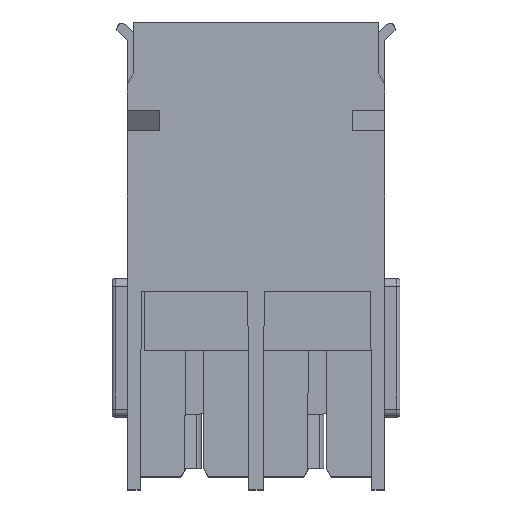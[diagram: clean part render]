
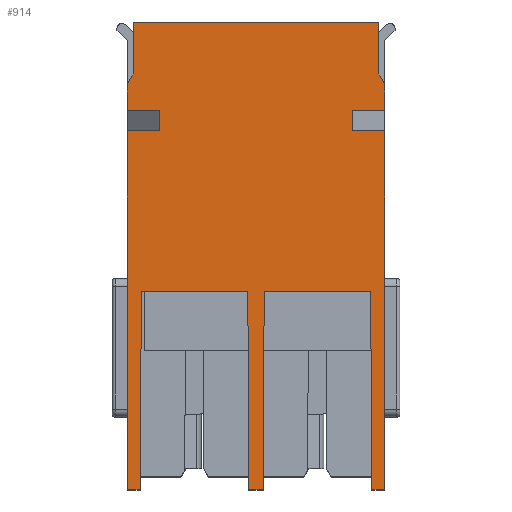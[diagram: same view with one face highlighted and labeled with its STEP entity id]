
A CAD part, top view. The second image highlights one B-rep face of the part: STEP entity #914.
In plain terms, the highlighted planar face has unit normal (0, 0, 1).
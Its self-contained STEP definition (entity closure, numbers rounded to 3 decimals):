
#125=CARTESIAN_POINT('',(19.05,29.,0.));
#126=VERTEX_POINT('',#125);
#133=CARTESIAN_POINT('',(34.29,29.,0.));
#134=VERTEX_POINT('',#133);
#135=CARTESIAN_POINT('',(19.05,29.,0.));
#136=DIRECTION('',(1.,0.,0.));
#137=VECTOR('',#136,15.24);
#138=LINE('',#135,#137);
#139=EDGE_CURVE('',#126,#134,#138,.T.);
#712=CARTESIAN_POINT('',(19.05,25.779,0.));
#713=VERTEX_POINT('',#712);
#714=CARTESIAN_POINT('',(19.05,29.,0.));
#715=DIRECTION('',(0.,-1.,0.));
#716=VECTOR('',#715,3.221);
#717=LINE('',#714,#716);
#718=EDGE_CURVE('',#126,#713,#717,.T.);
#731=CARTESIAN_POINT('',(26.67,14.5,0.));
#732=DIRECTION('',(0.,-1.,0.));
#733=DIRECTION('',(-0.,0.,1.));
#734=AXIS2_PLACEMENT_3D('',#731,#733,#732);
#735=PLANE('',#734);
#736=ORIENTED_EDGE('',*,*,#718,.T.);
#737=CARTESIAN_POINT('',(18.7,25.173,0.));
#738=VERTEX_POINT('',#737);
#739=CARTESIAN_POINT('',(19.05,25.779,0.));
#740=DIRECTION('',(-0.5,-0.866,0.));
#741=VECTOR('',#740,0.7);
#742=LINE('',#739,#741);
#743=EDGE_CURVE('',#713,#738,#742,.T.);
#744=ORIENTED_EDGE('',*,*,#743,.T.);
#745=CARTESIAN_POINT('',(18.7,23.5,0.));
#746=VERTEX_POINT('',#745);
#747=CARTESIAN_POINT('',(18.7,23.5,0.));
#748=DIRECTION('',(0.,1.,0.));
#749=VECTOR('',#748,1.673);
#750=LINE('',#747,#749);
#751=EDGE_CURVE('',#746,#738,#750,.T.);
#752=ORIENTED_EDGE('',*,*,#751,.F.);
#753=CARTESIAN_POINT('',(20.7,23.5,0.));
#754=VERTEX_POINT('',#753);
#755=CARTESIAN_POINT('',(18.7,23.5,0.));
#756=DIRECTION('',(1.,0.,0.));
#757=VECTOR('',#756,2.);
#758=LINE('',#755,#757);
#759=EDGE_CURVE('',#746,#754,#758,.T.);
#760=ORIENTED_EDGE('',*,*,#759,.T.);
#761=CARTESIAN_POINT('',(20.7,22.25,0.));
#762=VERTEX_POINT('',#761);
#763=CARTESIAN_POINT('',(20.7,23.5,0.));
#764=DIRECTION('',(0.,-1.,0.));
#765=VECTOR('',#764,1.25);
#766=LINE('',#763,#765);
#767=EDGE_CURVE('',#754,#762,#766,.T.);
#768=ORIENTED_EDGE('',*,*,#767,.T.);
#769=CARTESIAN_POINT('',(18.7,22.25,0.));
#770=VERTEX_POINT('',#769);
#771=CARTESIAN_POINT('',(20.7,22.25,0.));
#772=DIRECTION('',(-1.,0.,0.));
#773=VECTOR('',#772,2.);
#774=LINE('',#771,#773);
#775=EDGE_CURVE('',#762,#770,#774,.T.);
#776=ORIENTED_EDGE('',*,*,#775,.T.);
#777=CARTESIAN_POINT('',(18.7,0.,0.));
#778=VERTEX_POINT('',#777);
#779=CARTESIAN_POINT('',(18.7,0.,0.));
#780=DIRECTION('',(0.,1.,0.));
#781=VECTOR('',#780,22.25);
#782=LINE('',#779,#781);
#783=EDGE_CURVE('',#778,#770,#782,.T.);
#784=ORIENTED_EDGE('',*,*,#783,.F.);
#785=CARTESIAN_POINT('',(19.493,0.,0.));
#786=VERTEX_POINT('',#785);
#787=CARTESIAN_POINT('',(19.493,0.,0.));
#788=DIRECTION('',(-1.,0.,0.));
#789=VECTOR('',#788,0.793);
#790=LINE('',#787,#789);
#791=EDGE_CURVE('',#786,#778,#790,.T.);
#792=ORIENTED_EDGE('',*,*,#791,.F.);
#793=CARTESIAN_POINT('',(19.557,12.3,0.));
#794=VERTEX_POINT('',#793);
#795=CARTESIAN_POINT('',(19.557,12.3,0.));
#796=DIRECTION('',(-0.005,-1.,0.));
#797=VECTOR('',#796,12.3);
#798=LINE('',#795,#797);
#799=EDGE_CURVE('',#794,#786,#798,.T.);
#800=ORIENTED_EDGE('',*,*,#799,.F.);
#801=CARTESIAN_POINT('',(26.163,12.3,0.));
#802=VERTEX_POINT('',#801);
#803=CARTESIAN_POINT('',(19.557,12.3,0.));
#804=DIRECTION('',(1.,0.,0.));
#805=VECTOR('',#804,6.605);
#806=LINE('',#803,#805);
#807=EDGE_CURVE('',#794,#802,#806,.T.);
#808=ORIENTED_EDGE('',*,*,#807,.T.);
#809=CARTESIAN_POINT('',(26.227,0.,0.));
#810=VERTEX_POINT('',#809);
#811=CARTESIAN_POINT('',(26.163,12.3,0.));
#812=DIRECTION('',(0.005,-1.,0.));
#813=VECTOR('',#812,12.3);
#814=LINE('',#811,#813);
#815=EDGE_CURVE('',#802,#810,#814,.T.);
#816=ORIENTED_EDGE('',*,*,#815,.T.);
#817=CARTESIAN_POINT('',(27.113,0.,0.));
#818=VERTEX_POINT('',#817);
#819=CARTESIAN_POINT('',(26.227,0.,0.));
#820=DIRECTION('',(1.,0.,0.));
#821=VECTOR('',#820,0.886);
#822=LINE('',#819,#821);
#823=EDGE_CURVE('',#810,#818,#822,.T.);
#824=ORIENTED_EDGE('',*,*,#823,.T.);
#825=CARTESIAN_POINT('',(27.177,12.3,0.));
#826=VERTEX_POINT('',#825);
#827=CARTESIAN_POINT('',(27.113,0.,0.));
#828=DIRECTION('',(0.005,1.,0.));
#829=VECTOR('',#828,12.3);
#830=LINE('',#827,#829);
#831=EDGE_CURVE('',#818,#826,#830,.T.);
#832=ORIENTED_EDGE('',*,*,#831,.T.);
#833=CARTESIAN_POINT('',(33.783,12.3,0.));
#834=VERTEX_POINT('',#833);
#835=CARTESIAN_POINT('',(27.177,12.3,0.));
#836=DIRECTION('',(1.,0.,0.));
#837=VECTOR('',#836,6.605);
#838=LINE('',#835,#837);
#839=EDGE_CURVE('',#826,#834,#838,.T.);
#840=ORIENTED_EDGE('',*,*,#839,.T.);
#841=CARTESIAN_POINT('',(33.847,0.,0.));
#842=VERTEX_POINT('',#841);
#843=CARTESIAN_POINT('',(33.783,12.3,0.));
#844=DIRECTION('',(0.005,-1.,0.));
#845=VECTOR('',#844,12.3);
#846=LINE('',#843,#845);
#847=EDGE_CURVE('',#834,#842,#846,.T.);
#848=ORIENTED_EDGE('',*,*,#847,.T.);
#849=CARTESIAN_POINT('',(34.64,0.,0.));
#850=VERTEX_POINT('',#849);
#851=CARTESIAN_POINT('',(33.847,0.,0.));
#852=DIRECTION('',(1.,0.,0.));
#853=VECTOR('',#852,0.793);
#854=LINE('',#851,#853);
#855=EDGE_CURVE('',#842,#850,#854,.T.);
#856=ORIENTED_EDGE('',*,*,#855,.T.);
#857=CARTESIAN_POINT('',(34.64,22.25,0.));
#858=VERTEX_POINT('',#857);
#859=CARTESIAN_POINT('',(34.64,0.,0.));
#860=DIRECTION('',(0.,1.,0.));
#861=VECTOR('',#860,22.25);
#862=LINE('',#859,#861);
#863=EDGE_CURVE('',#850,#858,#862,.T.);
#864=ORIENTED_EDGE('',*,*,#863,.T.);
#865=CARTESIAN_POINT('',(32.64,22.25,0.));
#866=VERTEX_POINT('',#865);
#867=CARTESIAN_POINT('',(34.64,22.25,0.));
#868=DIRECTION('',(-1.,0.,0.));
#869=VECTOR('',#868,2.);
#870=LINE('',#867,#869);
#871=EDGE_CURVE('',#858,#866,#870,.T.);
#872=ORIENTED_EDGE('',*,*,#871,.T.);
#873=CARTESIAN_POINT('',(32.64,23.5,0.));
#874=VERTEX_POINT('',#873);
#875=CARTESIAN_POINT('',(32.64,22.25,0.));
#876=DIRECTION('',(0.,1.,0.));
#877=VECTOR('',#876,1.25);
#878=LINE('',#875,#877);
#879=EDGE_CURVE('',#866,#874,#878,.T.);
#880=ORIENTED_EDGE('',*,*,#879,.T.);
#881=CARTESIAN_POINT('',(34.64,23.5,0.));
#882=VERTEX_POINT('',#881);
#883=CARTESIAN_POINT('',(32.64,23.5,0.));
#884=DIRECTION('',(1.,0.,0.));
#885=VECTOR('',#884,2.);
#886=LINE('',#883,#885);
#887=EDGE_CURVE('',#874,#882,#886,.T.);
#888=ORIENTED_EDGE('',*,*,#887,.T.);
#889=CARTESIAN_POINT('',(34.64,25.173,0.));
#890=VERTEX_POINT('',#889);
#891=CARTESIAN_POINT('',(34.64,23.5,0.));
#892=DIRECTION('',(0.,1.,0.));
#893=VECTOR('',#892,1.673);
#894=LINE('',#891,#893);
#895=EDGE_CURVE('',#882,#890,#894,.T.);
#896=ORIENTED_EDGE('',*,*,#895,.T.);
#897=CARTESIAN_POINT('',(34.29,25.779,0.));
#898=VERTEX_POINT('',#897);
#899=CARTESIAN_POINT('',(34.29,25.779,0.));
#900=DIRECTION('',(0.5,-0.866,0.));
#901=VECTOR('',#900,0.7);
#902=LINE('',#899,#901);
#903=EDGE_CURVE('',#898,#890,#902,.T.);
#904=ORIENTED_EDGE('',*,*,#903,.F.);
#905=CARTESIAN_POINT('',(34.29,29.,0.));
#906=DIRECTION('',(0.,-1.,0.));
#907=VECTOR('',#906,3.221);
#908=LINE('',#905,#907);
#909=EDGE_CURVE('',#134,#898,#908,.T.);
#910=ORIENTED_EDGE('',*,*,#909,.F.);
#911=ORIENTED_EDGE('',*,*,#139,.F.);
#912=EDGE_LOOP('',(#736,#744,#752,#760,#768,#776,#784,#792,#800,#808,#816,#824,#832,#840,#848,#856,#864,#872,#880,#888,#896,#904,#910,#911));
#913=FACE_OUTER_BOUND('',#912,.T.);
#914=ADVANCED_FACE('',(#913),#735,.T.);
